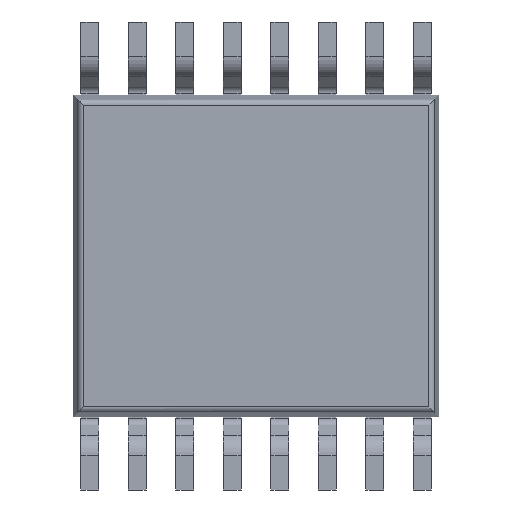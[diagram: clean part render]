
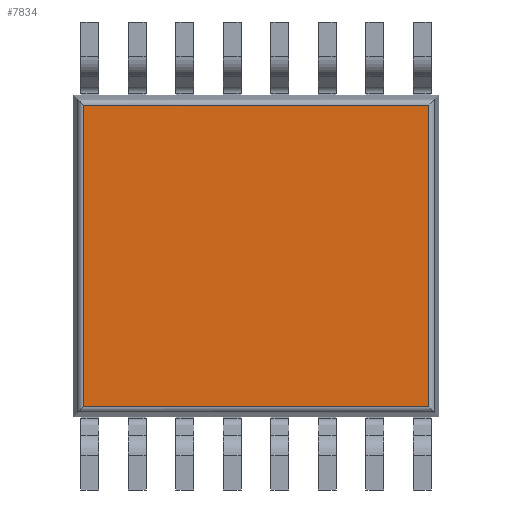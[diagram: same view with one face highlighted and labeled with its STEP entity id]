
A CAD part, front view. The second image highlights one B-rep face of the part: STEP entity #7834.
In plain terms, the highlighted planar face has unit normal (0, -1, 0).
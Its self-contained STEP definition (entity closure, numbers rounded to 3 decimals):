
#7795 = CARTESIAN_POINT ( 'NONE',  ( 2.364, 0.05, -2.064 ) ) ;
#7796 = VERTEX_POINT ( 'NONE', #7795 ) ;
#7797 = CARTESIAN_POINT ( 'NONE',  ( 2.364, 0.05, 2.064 ) ) ;
#7798 = VERTEX_POINT ( 'NONE', #7797 ) ;
#7799 = CARTESIAN_POINT ( 'NONE',  ( 2.364, 0.05, 1.566 ) ) ;
#7800 = DIRECTION ( 'NONE',  ( 0., 0., 1. ) ) ;
#7801 = VECTOR ( 'NONE', #7800, 1000. ) ;
#7802 = LINE ( 'NONE', #7799, #7801 ) ;
#7803 = EDGE_CURVE ( 'NONE', #7796, #7798, #7802, .T. ) ;
#7804 = ORIENTED_EDGE ( 'NONE', *, *, #7803, .T. ) ;
#7805 = CARTESIAN_POINT ( 'NONE',  ( -2.364, 0.05, 2.064 ) ) ;
#7806 = VERTEX_POINT ( 'NONE', #7805 ) ;
#7807 = CARTESIAN_POINT ( 'NONE',  ( 1.35, 0.05, 2.064 ) ) ;
#7808 = DIRECTION ( 'NONE',  ( -1., 0., 0. ) ) ;
#7809 = VECTOR ( 'NONE', #7808, 1000. ) ;
#7810 = LINE ( 'NONE', #7807, #7809 ) ;
#7811 = EDGE_CURVE ( 'NONE', #7798, #7806, #7810, .T. ) ;
#7812 = ORIENTED_EDGE ( 'NONE', *, *, #7811, .T. ) ;
#7813 = CARTESIAN_POINT ( 'NONE',  ( -2.364, 0.05, -2.064 ) ) ;
#7814 = VERTEX_POINT ( 'NONE', #7813 ) ;
#7815 = CARTESIAN_POINT ( 'NONE',  ( -2.364, 0.05, 1.566 ) ) ;
#7816 = DIRECTION ( 'NONE',  ( 0., 0., -1. ) ) ;
#7817 = VECTOR ( 'NONE', #7816, 1000. ) ;
#7818 = LINE ( 'NONE', #7815, #7817 ) ;
#7819 = EDGE_CURVE ( 'NONE', #7806, #7814, #7818, .T. ) ;
#7820 = ORIENTED_EDGE ( 'NONE', *, *, #7819, .T. ) ;
#7821 = CARTESIAN_POINT ( 'NONE',  ( 1.35, 0.05, -2.064 ) ) ;
#7822 = DIRECTION ( 'NONE',  ( 1., 0., 0. ) ) ;
#7823 = VECTOR ( 'NONE', #7822, 1000. ) ;
#7824 = LINE ( 'NONE', #7821, #7823 ) ;
#7825 = EDGE_CURVE ( 'NONE', #7814, #7796, #7824, .T. ) ;
#7826 = ORIENTED_EDGE ( 'NONE', *, *, #7825, .T. ) ;
#7827 = EDGE_LOOP ( 'NONE', ( #7804, #7812, #7820, #7826 ) ) ;
#7828 = FACE_OUTER_BOUND ( 'NONE', #7827, .T. ) ;
#7829 = CARTESIAN_POINT ( 'NONE',  ( 1.35, 0.05, 1.566 ) ) ;
#7830 = DIRECTION ( 'NONE',  ( 0., -1., 0. ) ) ;
#7831 = DIRECTION ( 'NONE',  ( 0., 0., -1. ) ) ;
#7832 = AXIS2_PLACEMENT_3D ( 'NONE', #7829, #7830, #7831 ) ;
#7833 = PLANE ( 'NONE', #7832 ) ;
#7834 = ADVANCED_FACE ( 'NONE', ( #7828 ), #7833, .T. ) ;
